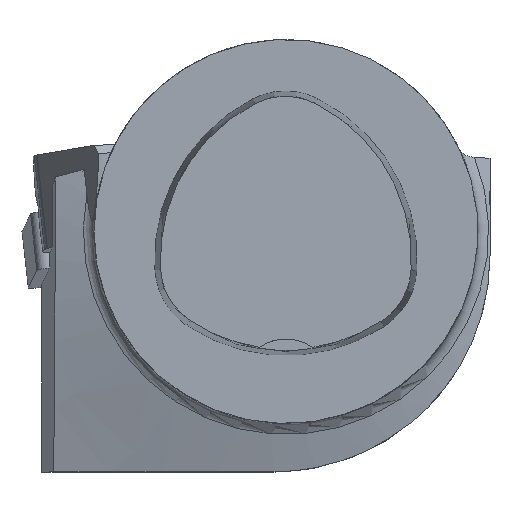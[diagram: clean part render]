
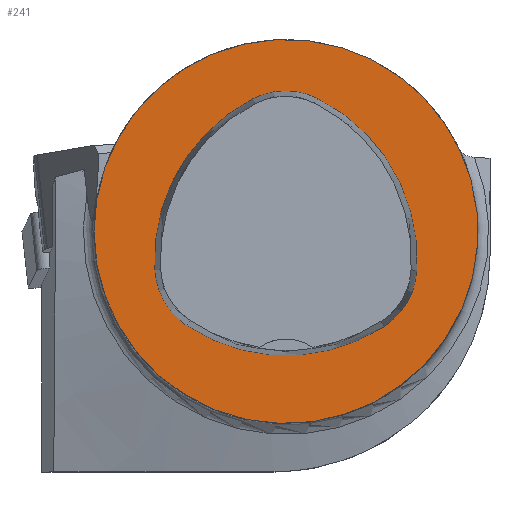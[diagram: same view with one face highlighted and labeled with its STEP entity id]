
A CAD part, top view. The second image highlights one B-rep face of the part: STEP entity #241.
In plain terms, the highlighted planar face has unit normal (0, 0, 1).
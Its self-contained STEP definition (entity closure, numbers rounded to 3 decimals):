
#104=FACE_BOUND('',#476,.T.);
#105=FACE_BOUND('',#477,.T.);
#158=CIRCLE('',#1837,16.);
#159=CIRCLE('',#1844,15.);
#161=CIRCLE('',#1847,6.);
#163=CIRCLE('',#1850,15.);
#165=CIRCLE('',#1853,6.);
#169=CIRCLE('',#1858,15.);
#171=CIRCLE('',#1861,6.);
#241=ADVANCED_FACE('',(#104,#105),#316,.T.);
#316=PLANE('',#1866);
#476=EDGE_LOOP('',(#752,#753,#754,#755,#756,#757));
#477=EDGE_LOOP('',(#758));
#752=ORIENTED_EDGE('',*,*,#1335,.T.);
#753=ORIENTED_EDGE('',*,*,#1315,.T.);
#754=ORIENTED_EDGE('',*,*,#1319,.T.);
#755=ORIENTED_EDGE('',*,*,#1322,.T.);
#756=ORIENTED_EDGE('',*,*,#1325,.T.);
#757=ORIENTED_EDGE('',*,*,#1333,.T.);
#758=ORIENTED_EDGE('',*,*,#1304,.F.);
#1126=VERTEX_POINT('',#2719);
#1136=VERTEX_POINT('',#2754);
#1137=VERTEX_POINT('',#2755);
#1140=VERTEX_POINT('',#2763);
#1142=VERTEX_POINT('',#2769);
#1144=VERTEX_POINT('',#2775);
#1151=VERTEX_POINT('',#2796);
#1304=EDGE_CURVE('',#1126,#1126,#158,.T.);
#1315=EDGE_CURVE('',#1136,#1137,#159,.T.);
#1319=EDGE_CURVE('',#1137,#1140,#161,.T.);
#1322=EDGE_CURVE('',#1140,#1142,#163,.T.);
#1325=EDGE_CURVE('',#1142,#1144,#165,.T.);
#1333=EDGE_CURVE('',#1144,#1151,#169,.T.);
#1335=EDGE_CURVE('',#1151,#1136,#171,.T.);
#1837=AXIS2_PLACEMENT_3D('',#2718,#2102,#2103);
#1844=AXIS2_PLACEMENT_3D('',#2753,#2120,#2121);
#1847=AXIS2_PLACEMENT_3D('',#2762,#2128,#2129);
#1850=AXIS2_PLACEMENT_3D('',#2768,#2135,#2136);
#1853=AXIS2_PLACEMENT_3D('',#2774,#2142,#2143);
#1858=AXIS2_PLACEMENT_3D('',#2797,#2154,#2155);
#1861=AXIS2_PLACEMENT_3D('',#2800,#2160,#2161);
#1866=AXIS2_PLACEMENT_3D('',#2805,#2170,#2171);
#2102=DIRECTION('',(0.,0.,-1.));
#2103=DIRECTION('',(-1.,0.,0.));
#2120=DIRECTION('',(0.,0.,-1.));
#2121=DIRECTION('',(-1.,0.,0.));
#2128=DIRECTION('',(0.,0.,-1.));
#2129=DIRECTION('',(-1.,0.,0.));
#2135=DIRECTION('',(0.,0.,-1.));
#2136=DIRECTION('',(-1.,0.,0.));
#2142=DIRECTION('',(0.,0.,-1.));
#2143=DIRECTION('',(-1.,0.,0.));
#2154=DIRECTION('',(0.,0.,-1.));
#2155=DIRECTION('',(-1.,0.,0.));
#2160=DIRECTION('',(0.,0.,-1.));
#2161=DIRECTION('',(-1.,0.,0.));
#2170=DIRECTION('',(0.,0.,1.));
#2171=DIRECTION('',(-1.,0.,0.));
#2718=CARTESIAN_POINT('',(0.,0.,0.));
#2719=CARTESIAN_POINT('',(-16.,0.,0.));
#2753=CARTESIAN_POINT('',(4.048,-2.316,0.));
#2754=CARTESIAN_POINT('',(-10.926,-3.206,0.));
#2755=CARTESIAN_POINT('',(-2.774,11.043,0.));
#2762=CARTESIAN_POINT('',(-0.045,5.7,0.));
#2763=CARTESIAN_POINT('',(2.638,11.066,0.));
#2768=CARTESIAN_POINT('',(-4.07,-2.35,0.));
#2769=CARTESIAN_POINT('',(10.903,-3.249,0.));
#2774=CARTESIAN_POINT('',(4.914,-2.889,0.));
#2775=CARTESIAN_POINT('',(8.177,-7.924,0.));
#2796=CARTESIAN_POINT('',(-8.24,-7.859,0.));
#2797=CARTESIAN_POINT('',(0.019,4.663,0.));
#2800=CARTESIAN_POINT('',(-4.936,-2.85,0.));
#2805=CARTESIAN_POINT('',(0.,0.,0.));
